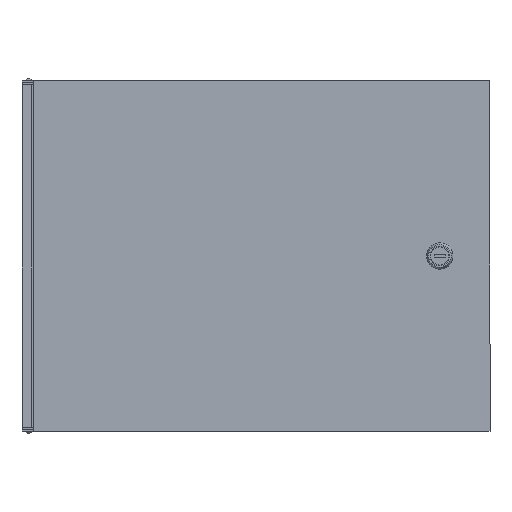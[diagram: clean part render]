
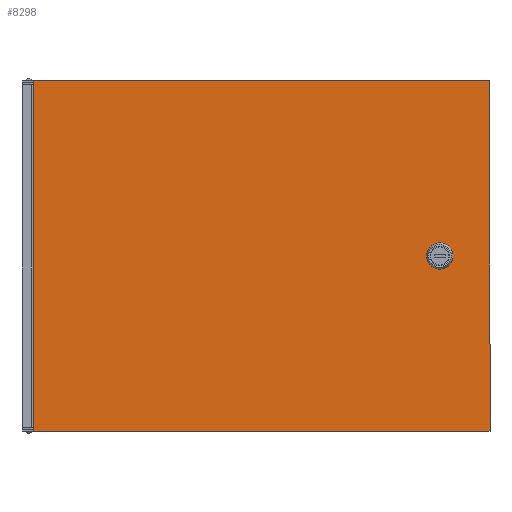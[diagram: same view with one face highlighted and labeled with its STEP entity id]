
A CAD part, top view. The second image highlights one B-rep face of the part: STEP entity #8298.
In plain terms, the highlighted planar face has unit normal (0, 0, 1).
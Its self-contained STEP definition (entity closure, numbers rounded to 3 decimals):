
#159 = EDGE_CURVE ( 'NONE', #3761, #5431, #1702, .T. ) ;
#267 = CARTESIAN_POINT ( 'NONE',  ( 196.7, 146.7, 93.2 ) ) ;
#336 = AXIS2_PLACEMENT_3D ( 'NONE', #8091, #6448, #1436 ) ;
#515 = FACE_OUTER_BOUND ( 'NONE', #4850, .T. ) ;
#756 = DIRECTION ( 'NONE',  ( 0., 0., 1. ) ) ;
#848 = ORIENTED_EDGE ( 'NONE', *, *, #6804, .F. ) ;
#1021 = CARTESIAN_POINT ( 'NONE',  ( -185., -146.7, 93.2 ) ) ;
#1063 = VERTEX_POINT ( 'NONE', #267 ) ;
#1098 = CARTESIAN_POINT ( 'NONE',  ( 196.7, -146.7, 93.2 ) ) ;
#1436 = DIRECTION ( 'NONE',  ( 1., 0., 0. ) ) ;
#1702 = LINE ( 'NONE', #2180, #5366 ) ;
#1793 = VERTEX_POINT ( 'NONE', #5671 ) ;
#1845 = AXIS2_PLACEMENT_3D ( 'NONE', #5769, #756, #6619 ) ;
#2180 = CARTESIAN_POINT ( 'NONE',  ( -185., 145.5, 93.2 ) ) ;
#2313 = ORIENTED_EDGE ( 'NONE', *, *, #6631, .F. ) ;
#2966 = EDGE_CURVE ( 'NONE', #1793, #10528, #7293, .T. ) ;
#3265 = CARTESIAN_POINT ( 'NONE',  ( 196.7, 146.7, 93.2 ) ) ;
#3300 = LINE ( 'NONE', #3265, #4748 ) ;
#3605 = DIRECTION ( 'NONE',  ( 0., 0., 1. ) ) ;
#3679 = EDGE_CURVE ( 'NONE', #5431, #9461, #6354, .T. ) ;
#3686 = CARTESIAN_POINT ( 'NONE',  ( -185., 146.7, 93.2 ) ) ;
#3761 = VERTEX_POINT ( 'NONE', #7598 ) ;
#4114 = VECTOR ( 'NONE', #7528, 1000. ) ;
#4378 = CIRCLE ( 'NONE', #1845, 11. ) ;
#4748 = VECTOR ( 'NONE', #7435, 1000. ) ;
#4817 = ORIENTED_EDGE ( 'NONE', *, *, #159, .T. ) ;
#4850 = EDGE_LOOP ( 'NONE', ( #4817, #6117, #2313, #848 ) ) ;
#5120 = VECTOR ( 'NONE', #9523, 1000. ) ;
#5336 = ORIENTED_EDGE ( 'NONE', *, *, #5562, .F. ) ;
#5366 = VECTOR ( 'NONE', #5477, 1000. ) ;
#5428 = ORIENTED_EDGE ( 'NONE', *, *, #2966, .F. ) ;
#5431 = VERTEX_POINT ( 'NONE', #1021 ) ;
#5477 = DIRECTION ( 'NONE',  ( 0., -1., 0. ) ) ;
#5562 = EDGE_CURVE ( 'NONE', #10528, #1793, #4378, .T. ) ;
#5671 = CARTESIAN_POINT ( 'NONE',  ( 165.7, 0., 93.2 ) ) ;
#5769 = CARTESIAN_POINT ( 'NONE',  ( 154.7, 0., 93.2 ) ) ;
#6117 = ORIENTED_EDGE ( 'NONE', *, *, #3679, .T. ) ;
#6354 = LINE ( 'NONE', #9991, #4114 ) ;
#6448 = DIRECTION ( 'NONE',  ( 0., 0., 1. ) ) ;
#6619 = DIRECTION ( 'NONE',  ( 1., 0., 0. ) ) ;
#6631 = EDGE_CURVE ( 'NONE', #1063, #9461, #3300, .T. ) ;
#6804 = EDGE_CURVE ( 'NONE', #3761, #1063, #9585, .T. ) ;
#7293 = CIRCLE ( 'NONE', #7510, 11. ) ;
#7435 = DIRECTION ( 'NONE',  ( 0., -1., 0. ) ) ;
#7509 = EDGE_LOOP ( 'NONE', ( #5428, #5336 ) ) ;
#7510 = AXIS2_PLACEMENT_3D ( 'NONE', #8604, #3605, #9442 ) ;
#7528 = DIRECTION ( 'NONE',  ( 1., 0., 0. ) ) ;
#7598 = CARTESIAN_POINT ( 'NONE',  ( -185., 146.7, 93.2 ) ) ;
#8091 = CARTESIAN_POINT ( 'NONE',  ( 0., 0., 93.2 ) ) ;
#8298 = ADVANCED_FACE ( 'NONE', ( #515, #9128 ), #8927, .T. ) ;
#8604 = CARTESIAN_POINT ( 'NONE',  ( 154.7, 0., 93.2 ) ) ;
#8927 = PLANE ( 'NONE',  #336 ) ;
#9128 = FACE_BOUND ( 'NONE', #7509, .T. ) ;
#9442 = DIRECTION ( 'NONE',  ( 1., 0., 0. ) ) ;
#9461 = VERTEX_POINT ( 'NONE', #1098 ) ;
#9523 = DIRECTION ( 'NONE',  ( 1., 0., 0. ) ) ;
#9585 = LINE ( 'NONE', #3686, #5120 ) ;
#9602 = CARTESIAN_POINT ( 'NONE',  ( 143.7, 0., 93.2 ) ) ;
#9991 = CARTESIAN_POINT ( 'NONE',  ( -185., -146.7, 93.2 ) ) ;
#10528 = VERTEX_POINT ( 'NONE', #9602 ) ;
